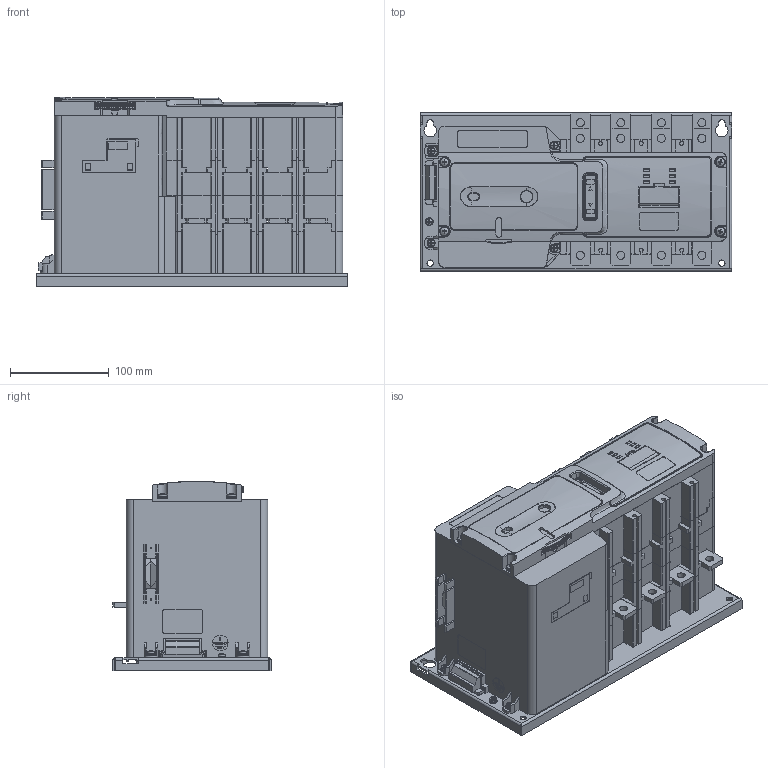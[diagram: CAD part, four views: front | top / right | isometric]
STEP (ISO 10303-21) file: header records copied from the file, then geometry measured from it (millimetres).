
FILE_DESCRIPTION (( 'STEP AP203' ), '1' );
FILE_NAME ('XDQ1-250-4P_Outer_surface.STEP', '2025-05-08T06:33:08', ( '微软用户' ), ( '微软中国' ), 'SwSTEP 2.0', 'SolidWorks 2018', '' );
FILE_SCHEMA (( 'CONFIG_CONTROL_DESIGN' ));
Products named in the file (1): XDQ1-250-4P_Outer_surface
Bounding box: 315 x 160 x 191.5 mm (x, y, z)
Volume: 1071416 mm3; surface area: 738790.7 mm2
Topology: 101 solids, 101 shells, 3912 faces, 10710 edges, 7048 vertices
Faces by surface type: plane 2422, cylinder 1094, cone 206, bspline 169, torus 17, sphere 4
Full cylindrical faces by diameter (mm): 2 x3, 2.5 x5, 2.9 x2, 3 x2, 3.241 x8, 3.242 x8, 3.3 x7, 3.545 x11, 4 x15, 4.1 x10, 4.2 x4, 4.3 x11, 4.445 x6, 4.5 x2, 4.9 x6, 5 x8, 5.1 x20, 5.3 x4, 6 x2, 6.1 x1, 6.5 x2, 6.82 x11, 8 x13, 8.2 x12, 8.5 x8, 8.6 x10, 8.62 x6, 9 x10, 9.8 x2, 10 x5
Entity records: 162843 total; most frequent: CARTESIAN_POINT 67255, ORIENTED_EDGE 20476, DIRECTION 18312, EDGE_CURVE 10238, VERTEX_POINT 6925, VECTOR 6282, LINE 6282, AXIS2_PLACEMENT_3D 6015
